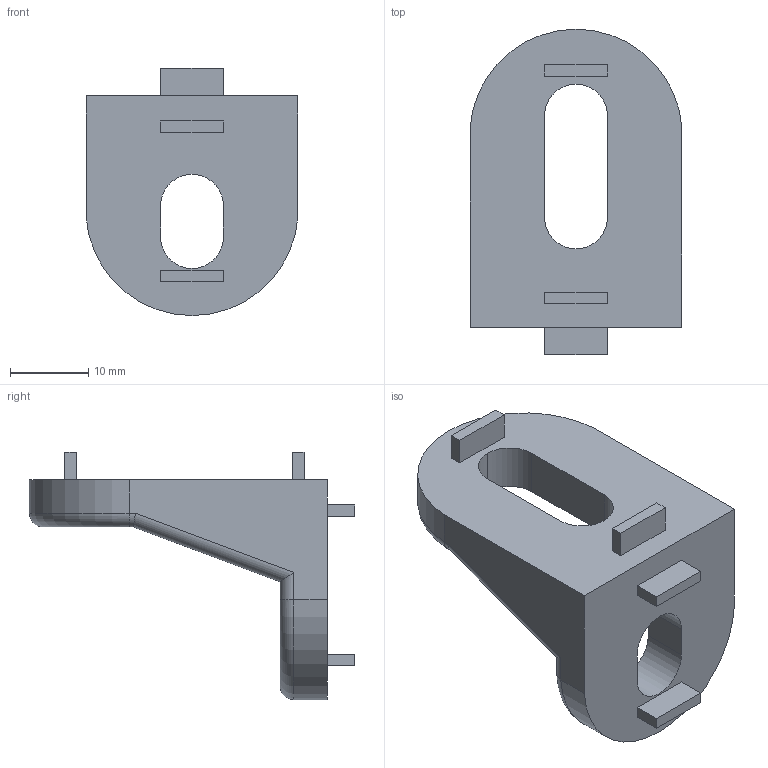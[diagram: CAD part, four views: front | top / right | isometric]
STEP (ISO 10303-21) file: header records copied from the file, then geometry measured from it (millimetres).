
FILE_DESCRIPTION (( 'STEP AP214' ), '1' );
FILE_NAME ('B831 Ïîâîðîòíûé óãëîâîé ñîåäèíèòåëü 30 ñåðèÿ, ïàç 8.STEP', '2025-07-22T07:48:43', ( '' ), ( '' ), 'SwSTEP 2.0', 'SolidWorks 2025', '' );
FILE_SCHEMA (( 'AUTOMOTIVE_DESIGN' ));
Length unit declared in the file: millimetre
Products named in the file (1): B831 Поворотный угловой соединитель 30 серия, паз 8
Bounding box: 27 x 41.45 x 31.5 mm (x, y, z)
Volume: 7877.5 mm3; surface area: 4228.8 mm2
Topology: 1 solids, 1 shells, 52 faces, 130 edges, 84 vertices
Faces by surface type: plane 32, cylinder 17, torus 3
Entity records: 1610 total; most frequent: CARTESIAN_POINT 345, ORIENTED_EDGE 260, DIRECTION 247, EDGE_CURVE 130, LINE 95, VECTOR 95, VERTEX_POINT 84, AXIS2_PLACEMENT_3D 76
